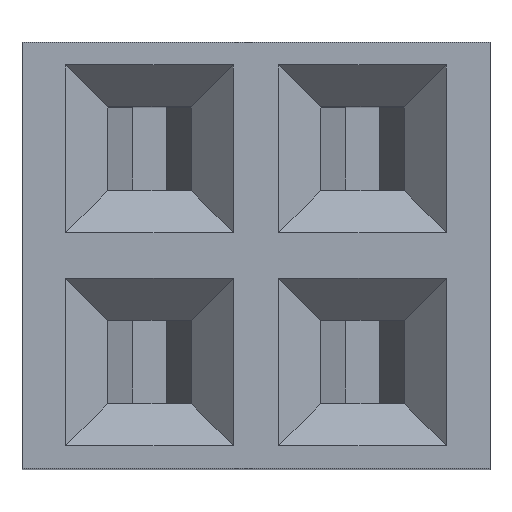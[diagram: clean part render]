
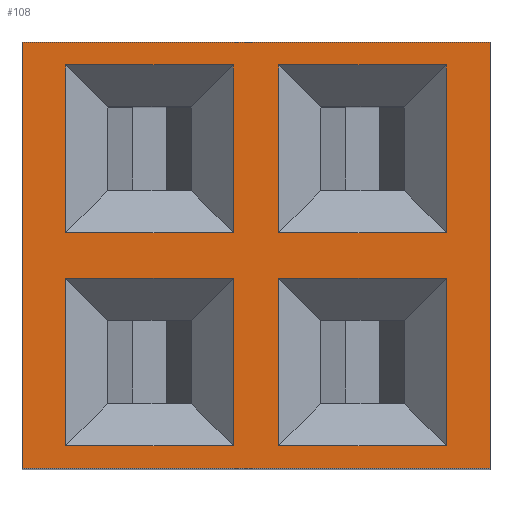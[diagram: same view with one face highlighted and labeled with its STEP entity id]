
A CAD part, top view. The second image highlights one B-rep face of the part: STEP entity #108.
In plain terms, the highlighted planar face has unit normal (0, 0, 1).
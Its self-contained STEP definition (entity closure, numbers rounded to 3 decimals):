
#40 = EDGE_CURVE('',#41,#43,#45,.T.);
#41 = VERTEX_POINT('',#42);
#42 = CARTESIAN_POINT('',(2.79,-2.54,11.7));
#43 = VERTEX_POINT('',#44);
#44 = CARTESIAN_POINT('',(2.79,2.54,11.7));
#45 = LINE('',#46,#47);
#46 = CARTESIAN_POINT('',(2.79,-2.54,11.7));
#47 = VECTOR('',#48,1.);
#48 = DIRECTION('',(0.,1.,0.));
#108 = ADVANCED_FACE('',(#109,#134,#168,#202,#236),#270,.F.);
#109 = FACE_BOUND('',#110,.T.);
#110 = EDGE_LOOP('',(#111,#112,#120,#128));
#111 = ORIENTED_EDGE('',*,*,#40,.T.);
#112 = ORIENTED_EDGE('',*,*,#113,.T.);
#113 = EDGE_CURVE('',#43,#114,#116,.T.);
#114 = VERTEX_POINT('',#115);
#115 = CARTESIAN_POINT('',(-2.79,2.54,11.7));
#116 = LINE('',#117,#118);
#117 = CARTESIAN_POINT('',(2.79,2.54,11.7));
#118 = VECTOR('',#119,1.);
#119 = DIRECTION('',(-1.,0.,0.));
#120 = ORIENTED_EDGE('',*,*,#121,.F.);
#121 = EDGE_CURVE('',#122,#114,#124,.T.);
#122 = VERTEX_POINT('',#123);
#123 = CARTESIAN_POINT('',(-2.79,-2.54,11.7));
#124 = LINE('',#125,#126);
#125 = CARTESIAN_POINT('',(-2.79,-2.54,11.7));
#126 = VECTOR('',#127,1.);
#127 = DIRECTION('',(0.,1.,0.));
#128 = ORIENTED_EDGE('',*,*,#129,.T.);
#129 = EDGE_CURVE('',#122,#41,#130,.T.);
#130 = LINE('',#131,#132);
#131 = CARTESIAN_POINT('',(-2.79,-2.54,11.7));
#132 = VECTOR('',#133,1.);
#133 = DIRECTION('',(1.,0.,0.));
#134 = FACE_BOUND('',#135,.F.);
#135 = EDGE_LOOP('',(#136,#146,#154,#162));
#136 = ORIENTED_EDGE('',*,*,#137,.F.);
#137 = EDGE_CURVE('',#138,#140,#142,.T.);
#138 = VERTEX_POINT('',#139);
#139 = CARTESIAN_POINT('',(-2.27,0.27,11.7));
#140 = VERTEX_POINT('',#141);
#141 = CARTESIAN_POINT('',(-2.27,2.27,11.7));
#142 = LINE('',#143,#144);
#143 = CARTESIAN_POINT('',(-2.27,0.77,11.7));
#144 = VECTOR('',#145,1.);
#145 = DIRECTION('',(0.,1.,0.));
#146 = ORIENTED_EDGE('',*,*,#147,.F.);
#147 = EDGE_CURVE('',#148,#138,#150,.T.);
#148 = VERTEX_POINT('',#149);
#149 = CARTESIAN_POINT('',(-0.27,0.27,11.7));
#150 = LINE('',#151,#152);
#151 = CARTESIAN_POINT('',(-0.77,0.27,11.7));
#152 = VECTOR('',#153,1.);
#153 = DIRECTION('',(-1.,0.,0.));
#154 = ORIENTED_EDGE('',*,*,#155,.F.);
#155 = EDGE_CURVE('',#156,#148,#158,.T.);
#156 = VERTEX_POINT('',#157);
#157 = CARTESIAN_POINT('',(-0.27,2.27,11.7));
#158 = LINE('',#159,#160);
#159 = CARTESIAN_POINT('',(-0.27,1.77,11.7));
#160 = VECTOR('',#161,1.);
#161 = DIRECTION('',(0.,-1.,0.));
#162 = ORIENTED_EDGE('',*,*,#163,.F.);
#163 = EDGE_CURVE('',#140,#156,#164,.T.);
#164 = LINE('',#165,#166);
#165 = CARTESIAN_POINT('',(-1.77,2.27,11.7));
#166 = VECTOR('',#167,1.);
#167 = DIRECTION('',(1.,0.,0.));
#168 = FACE_BOUND('',#169,.F.);
#169 = EDGE_LOOP('',(#170,#180,#188,#196));
#170 = ORIENTED_EDGE('',*,*,#171,.T.);
#171 = EDGE_CURVE('',#172,#174,#176,.T.);
#172 = VERTEX_POINT('',#173);
#173 = CARTESIAN_POINT('',(0.27,-0.27,11.7));
#174 = VERTEX_POINT('',#175);
#175 = CARTESIAN_POINT('',(0.27,-2.27,11.7));
#176 = LINE('',#177,#178);
#177 = CARTESIAN_POINT('',(0.27,-0.77,11.7));
#178 = VECTOR('',#179,1.);
#179 = DIRECTION('',(0.,-1.,0.));
#180 = ORIENTED_EDGE('',*,*,#181,.T.);
#181 = EDGE_CURVE('',#174,#182,#184,.T.);
#182 = VERTEX_POINT('',#183);
#183 = CARTESIAN_POINT('',(2.27,-2.27,11.7));
#184 = LINE('',#185,#186);
#185 = CARTESIAN_POINT('',(0.77,-2.27,11.7));
#186 = VECTOR('',#187,1.);
#187 = DIRECTION('',(1.,0.,0.));
#188 = ORIENTED_EDGE('',*,*,#189,.T.);
#189 = EDGE_CURVE('',#182,#190,#192,.T.);
#190 = VERTEX_POINT('',#191);
#191 = CARTESIAN_POINT('',(2.27,-0.27,11.7));
#192 = LINE('',#193,#194);
#193 = CARTESIAN_POINT('',(2.27,-1.77,11.7));
#194 = VECTOR('',#195,1.);
#195 = DIRECTION('',(0.,1.,0.));
#196 = ORIENTED_EDGE('',*,*,#197,.T.);
#197 = EDGE_CURVE('',#190,#172,#198,.T.);
#198 = LINE('',#199,#200);
#199 = CARTESIAN_POINT('',(1.77,-0.27,11.7));
#200 = VECTOR('',#201,1.);
#201 = DIRECTION('',(-1.,0.,0.));
#202 = FACE_BOUND('',#203,.F.);
#203 = EDGE_LOOP('',(#204,#214,#222,#230));
#204 = ORIENTED_EDGE('',*,*,#205,.T.);
#205 = EDGE_CURVE('',#206,#208,#210,.T.);
#206 = VERTEX_POINT('',#207);
#207 = CARTESIAN_POINT('',(0.27,2.27,11.7));
#208 = VERTEX_POINT('',#209);
#209 = CARTESIAN_POINT('',(0.27,0.27,11.7));
#210 = LINE('',#211,#212);
#211 = CARTESIAN_POINT('',(0.27,1.77,11.7));
#212 = VECTOR('',#213,1.);
#213 = DIRECTION('',(0.,-1.,0.));
#214 = ORIENTED_EDGE('',*,*,#215,.T.);
#215 = EDGE_CURVE('',#208,#216,#218,.T.);
#216 = VERTEX_POINT('',#217);
#217 = CARTESIAN_POINT('',(2.27,0.27,11.7));
#218 = LINE('',#219,#220);
#219 = CARTESIAN_POINT('',(0.77,0.27,11.7));
#220 = VECTOR('',#221,1.);
#221 = DIRECTION('',(1.,0.,0.));
#222 = ORIENTED_EDGE('',*,*,#223,.T.);
#223 = EDGE_CURVE('',#216,#224,#226,.T.);
#224 = VERTEX_POINT('',#225);
#225 = CARTESIAN_POINT('',(2.27,2.27,11.7));
#226 = LINE('',#227,#228);
#227 = CARTESIAN_POINT('',(2.27,0.77,11.7));
#228 = VECTOR('',#229,1.);
#229 = DIRECTION('',(0.,1.,0.));
#230 = ORIENTED_EDGE('',*,*,#231,.T.);
#231 = EDGE_CURVE('',#224,#206,#232,.T.);
#232 = LINE('',#233,#234);
#233 = CARTESIAN_POINT('',(1.77,2.27,11.7));
#234 = VECTOR('',#235,1.);
#235 = DIRECTION('',(-1.,0.,0.));
#236 = FACE_BOUND('',#237,.F.);
#237 = EDGE_LOOP('',(#238,#248,#256,#264));
#238 = ORIENTED_EDGE('',*,*,#239,.F.);
#239 = EDGE_CURVE('',#240,#242,#244,.T.);
#240 = VERTEX_POINT('',#241);
#241 = CARTESIAN_POINT('',(-2.27,-2.27,11.7));
#242 = VERTEX_POINT('',#243);
#243 = CARTESIAN_POINT('',(-2.27,-0.27,11.7));
#244 = LINE('',#245,#246);
#245 = CARTESIAN_POINT('',(-2.27,-1.77,11.7));
#246 = VECTOR('',#247,1.);
#247 = DIRECTION('',(0.,1.,0.));
#248 = ORIENTED_EDGE('',*,*,#249,.F.);
#249 = EDGE_CURVE('',#250,#240,#252,.T.);
#250 = VERTEX_POINT('',#251);
#251 = CARTESIAN_POINT('',(-0.27,-2.27,11.7));
#252 = LINE('',#253,#254);
#253 = CARTESIAN_POINT('',(-0.77,-2.27,11.7));
#254 = VECTOR('',#255,1.);
#255 = DIRECTION('',(-1.,0.,0.));
#256 = ORIENTED_EDGE('',*,*,#257,.F.);
#257 = EDGE_CURVE('',#258,#250,#260,.T.);
#258 = VERTEX_POINT('',#259);
#259 = CARTESIAN_POINT('',(-0.27,-0.27,11.7));
#260 = LINE('',#261,#262);
#261 = CARTESIAN_POINT('',(-0.27,-0.77,11.7));
#262 = VECTOR('',#263,1.);
#263 = DIRECTION('',(0.,-1.,0.));
#264 = ORIENTED_EDGE('',*,*,#265,.F.);
#265 = EDGE_CURVE('',#242,#258,#266,.T.);
#266 = LINE('',#267,#268);
#267 = CARTESIAN_POINT('',(-1.77,-0.27,11.7));
#268 = VECTOR('',#269,1.);
#269 = DIRECTION('',(1.,0.,0.));
#270 = PLANE('',#271);
#271 = AXIS2_PLACEMENT_3D('',#272,#273,#274);
#272 = CARTESIAN_POINT('',(2.79,-2.54,11.7));
#273 = DIRECTION('',(0.,0.,-1.));
#274 = DIRECTION('',(-1.,0.,0.));
